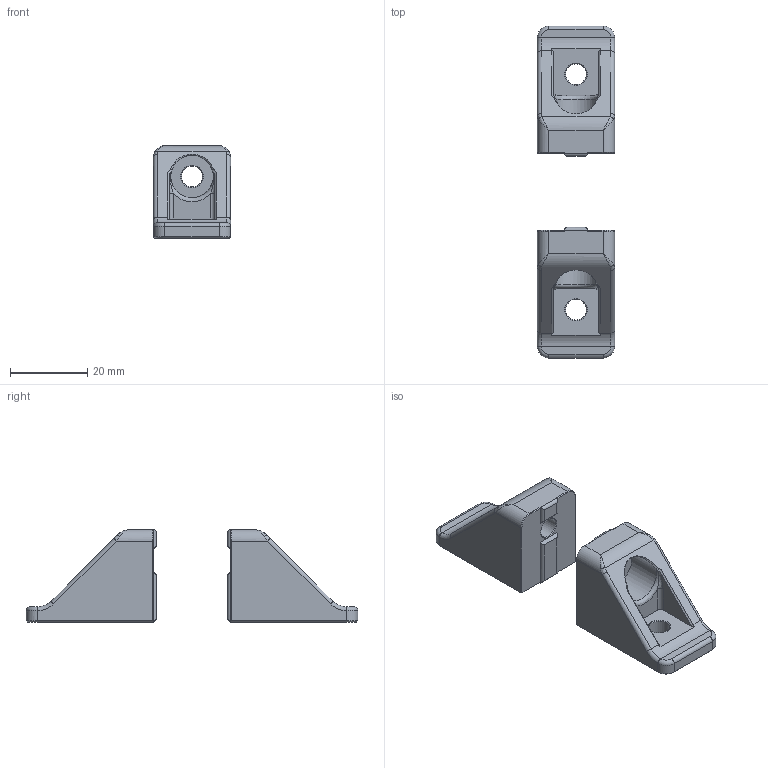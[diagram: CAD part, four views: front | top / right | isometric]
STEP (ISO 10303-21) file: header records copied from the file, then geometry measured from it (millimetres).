
FILE_DESCRIPTION(/* description */ (''),/* implementation_level */ '2;1');
FILE_NAME(/* name */ 'Rear_VertExt_Upper_Brace_2020 v3.step',/* time_stamp */ '2025-10-25T12:57:23+02:00',/* author */ (''),/* organization */ (''),/* preprocessor_version */ 'ST-DEVELOPER v20.1',/* originating_system */ 'Autodesk Translation Framework v14.17.0.0',/* authorisation */ '');
FILE_SCHEMA (('AUTOMOTIVE_DESIGN { 1 0 10303 214 3 1 1 }'));
Length unit declared in the file: millimetre
Products named in the file (1): Rear_VertExt_Upper_Brace_2020
Bounding box: 20 x 86 x 24 mm (x, y, z)
Volume: 15750.9 mm3; surface area: 6974.1 mm2
Topology: 2 solids, 2 shells, 164 faces, 412 edges, 248 vertices
Faces by surface type: plane 58, cylinder 38, bspline 38, cone 20, torus 10
Full cylindrical faces by diameter (mm): 5.4 x4, 11 x2
Entity records: 5797 total; most frequent: CARTESIAN_POINT 2013, ORIENTED_EDGE 816, DIRECTION 726, EDGE_CURVE 408, AXIS2_PLACEMENT_3D 263, VERTEX_POINT 248, LINE 200, VECTOR 200
